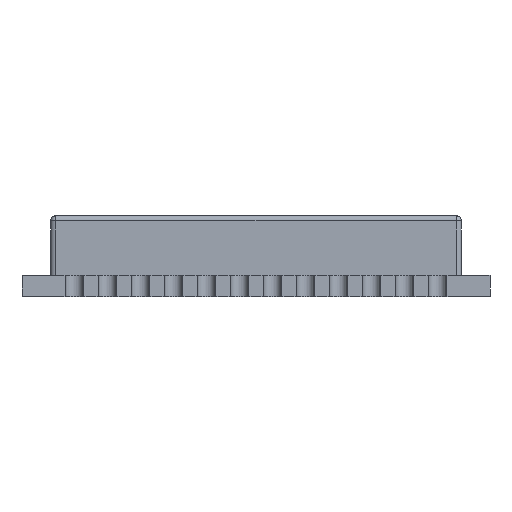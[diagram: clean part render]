
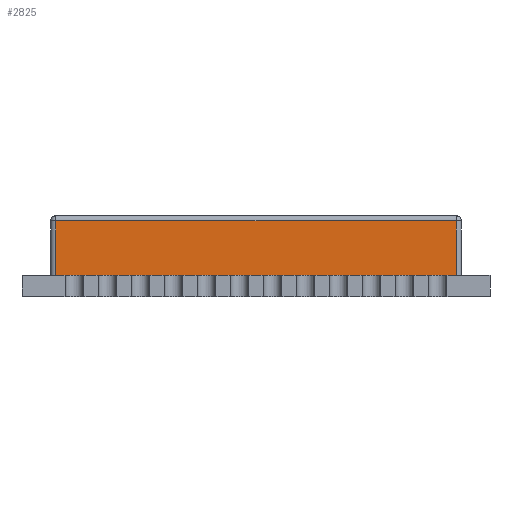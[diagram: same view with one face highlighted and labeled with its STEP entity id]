
A CAD part, front view. The second image highlights one B-rep face of the part: STEP entity #2825.
In plain terms, the highlighted planar face has unit normal (0, -1, 0).
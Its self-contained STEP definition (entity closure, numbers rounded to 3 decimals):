
#456 = DIRECTION ( 'NONE',  ( 0., 0., 1. ) ) ;
#2160 = FACE_OUTER_BOUND ( 'NONE', #29263, .T. ) ;
#2775 = VECTOR ( 'NONE', #4670, 1000. ) ;
#2825 = ADVANCED_FACE ( 'NONE', ( #2160 ), #28900, .F. ) ;
#4448 = CARTESIAN_POINT ( 'NONE',  ( 7.9, -11.7, 29.852 ) ) ;
#4657 = ORIENTED_EDGE ( 'NONE', *, *, #5667, .T. ) ;
#4670 = DIRECTION ( 'NONE',  ( -1., 0., 0. ) ) ;
#5667 = EDGE_CURVE ( 'NONE', #25668, #18890, #11318, .T. ) ;
#6893 = VERTEX_POINT ( 'NONE', #21475 ) ;
#7176 = CARTESIAN_POINT ( 'NONE',  ( -7.7, -11.7, 0.8 ) ) ;
#9752 = VECTOR ( 'NONE', #19798, 1000. ) ;
#10604 = EDGE_CURVE ( 'NONE', #6893, #33562, #22634, .T. ) ;
#11318 = LINE ( 'NONE', #24927, #26445 ) ;
#13358 = CARTESIAN_POINT ( 'NONE',  ( 7.9, -11.7, 0.8 ) ) ;
#13810 = ORIENTED_EDGE ( 'NONE', *, *, #20653, .T. ) ;
#14047 = CARTESIAN_POINT ( 'NONE',  ( -7.7, -11.7, 29.852 ) ) ;
#15383 = DIRECTION ( 'NONE',  ( 0., 0., -1. ) ) ;
#16212 = DIRECTION ( 'NONE',  ( 1., 0., 0. ) ) ;
#17134 = AXIS2_PLACEMENT_3D ( 'NONE', #4448, #32089, #15383 ) ;
#18890 = VERTEX_POINT ( 'NONE', #25215 ) ;
#19798 = DIRECTION ( 'NONE',  ( 0., 0., -1. ) ) ;
#20653 = EDGE_CURVE ( 'NONE', #33562, #25668, #22284, .T. ) ;
#21314 = CARTESIAN_POINT ( 'NONE',  ( -7.9, -11.7, 2.9 ) ) ;
#21475 = CARTESIAN_POINT ( 'NONE',  ( -7.7, -11.7, 2.9 ) ) ;
#21975 = EDGE_CURVE ( 'NONE', #18890, #6893, #31782, .T. ) ;
#22284 = LINE ( 'NONE', #13358, #24773 ) ;
#22634 = LINE ( 'NONE', #14047, #9752 ) ;
#24773 = VECTOR ( 'NONE', #16212, 1000. ) ;
#24837 = ORIENTED_EDGE ( 'NONE', *, *, #10604, .T. ) ;
#24927 = CARTESIAN_POINT ( 'NONE',  ( 7.7, -11.7, 29.852 ) ) ;
#25215 = CARTESIAN_POINT ( 'NONE',  ( 7.7, -11.7, 2.9 ) ) ;
#25668 = VERTEX_POINT ( 'NONE', #29202 ) ;
#26445 = VECTOR ( 'NONE', #456, 1000. ) ;
#28900 = PLANE ( 'NONE',  #17134 ) ;
#29202 = CARTESIAN_POINT ( 'NONE',  ( 7.7, -11.7, 0.8 ) ) ;
#29263 = EDGE_LOOP ( 'NONE', ( #13810, #4657, #30518, #24837 ) ) ;
#30518 = ORIENTED_EDGE ( 'NONE', *, *, #21975, .T. ) ;
#31782 = LINE ( 'NONE', #21314, #2775 ) ;
#32089 = DIRECTION ( 'NONE',  ( 0., 1., 0. ) ) ;
#33562 = VERTEX_POINT ( 'NONE', #7176 ) ;
